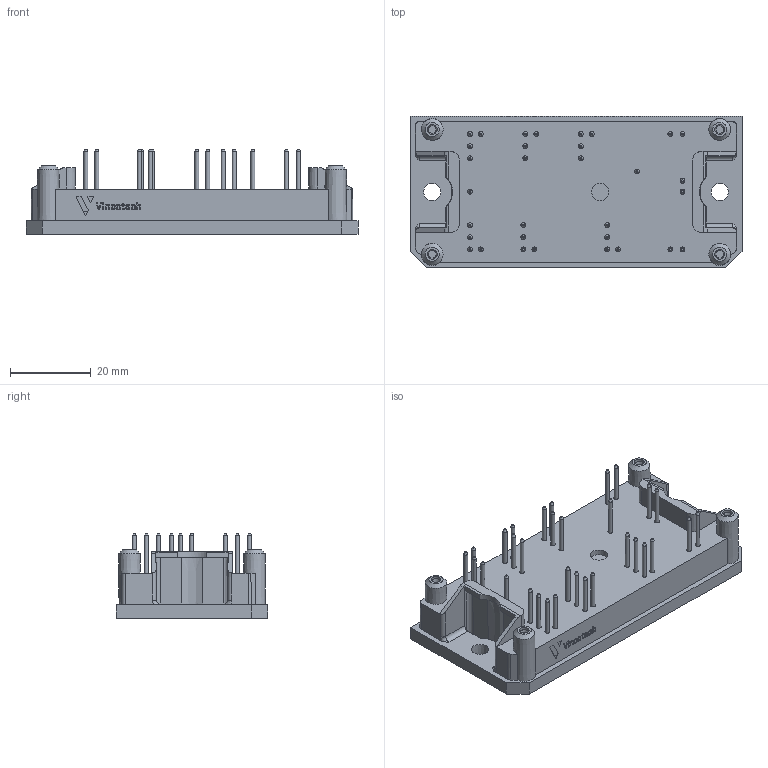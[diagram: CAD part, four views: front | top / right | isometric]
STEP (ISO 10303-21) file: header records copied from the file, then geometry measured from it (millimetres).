
FILE_DESCRIPTION(/* description */ ('Unknown'),/* implementation_level */ '2;1');
FILE_NAME(/* name */ 'Flow1-4T17W-L160(320)-02-OL',/* time_stamp */ '2022-03-16T13:27:31+01:00',/* author */ ('Unknown'),/* organization */ ('Unknown'),/* preprocessor_version */ 'ST-DEVELOPER v16.7',/* originating_system */ 'Solid Edge',/* authorisation */ 'Unknown');
FILE_SCHEMA (('AUTOMOTIVE_DESIGN {1 0 10303 214 3 1 1}'));
Length unit declared in the file: millimetre
Products named in the file (1): Flow1-4T17W-L160-OL
Bounding box: 82 x 37.4 x 21.23 mm (x, y, z)
Volume: 28712.2 mm3; surface area: 12778.3 mm2
Topology: 12 solids, 12 shells, 553 faces, 1398 edges, 939 vertices
Faces by surface type: plane 286, cone 96, cylinder 87, bspline 84
Full cylindrical faces by diameter (mm): 1 x32, 1.2 x32, 2.4 x4, 4.3 x1
Entity records: 18855 total; most frequent: CARTESIAN_POINT 4422, ORIENTED_EDGE 2276, DIRECTION 2184, EDGE_CURVE 1138, VERTEX_POINT 830, EDGE_LOOP 786, FACE_BOUND 786, AXIS2_PLACEMENT_3D 776
